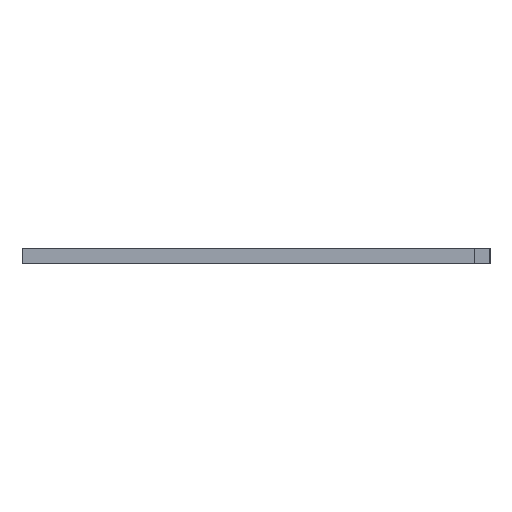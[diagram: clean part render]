
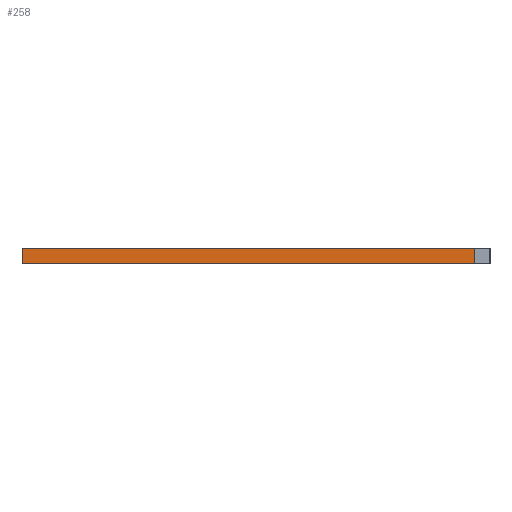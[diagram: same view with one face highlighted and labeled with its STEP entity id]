
A CAD part, left-side view. The second image highlights one B-rep face of the part: STEP entity #258.
In plain terms, the highlighted planar face has unit normal (-1, 0, 0).
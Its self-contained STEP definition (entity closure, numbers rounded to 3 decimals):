
#1 = ORIENTED_EDGE ( 'NONE', *, *, #253, .T. ) ;
#19 = VERTEX_POINT ( 'NONE', #22 ) ;
#22 = CARTESIAN_POINT ( 'NONE',  ( -296.012, -5.075, 5. ) ) ;
#46 = DIRECTION ( 'NONE',  ( 0., 0., -1. ) ) ;
#64 = LINE ( 'NONE', #893, #1177 ) ;
#68 = VECTOR ( 'NONE', #1069, 1000. ) ;
#169 = VERTEX_POINT ( 'NONE', #894 ) ;
#189 = VECTOR ( 'NONE', #998, 1000. ) ;
#235 = LINE ( 'NONE', #705, #68 ) ;
#240 = FACE_OUTER_BOUND ( 'NONE', #1065, .T. ) ;
#253 = EDGE_CURVE ( 'NONE', #634, #169, #235, .T. ) ;
#258 = ADVANCED_FACE ( 'NONE', ( #240 ), #1014, .F. ) ;
#385 = EDGE_CURVE ( 'NONE', #19, #634, #559, .T. ) ;
#424 = ORIENTED_EDGE ( 'NONE', *, *, #651, .F. ) ;
#454 = DIRECTION ( 'NONE',  ( 0., 0., -1. ) ) ;
#467 = DIRECTION ( 'NONE',  ( 1., 0., 0. ) ) ;
#559 = LINE ( 'NONE', #1183, #1061 ) ;
#562 = EDGE_CURVE ( 'NONE', #19, #756, #595, .T. ) ;
#595 = LINE ( 'NONE', #1159, #189 ) ;
#613 = CARTESIAN_POINT ( 'NONE',  ( -296.012, -5.075, 0. ) ) ;
#634 = VERTEX_POINT ( 'NONE', #613 ) ;
#650 = CARTESIAN_POINT ( 'NONE',  ( -296.012, -5.075, 5. ) ) ;
#651 = EDGE_CURVE ( 'NONE', #756, #169, #64, .T. ) ;
#705 = CARTESIAN_POINT ( 'NONE',  ( -296.012, -5.075, 0. ) ) ;
#748 = AXIS2_PLACEMENT_3D ( 'NONE', #650, #467, #454 ) ;
#756 = VERTEX_POINT ( 'NONE', #1102 ) ;
#893 = CARTESIAN_POINT ( 'NONE',  ( -296.012, -155.075, 5. ) ) ;
#894 = CARTESIAN_POINT ( 'NONE',  ( -296.012, -155.075, 0. ) ) ;
#998 = DIRECTION ( 'NONE',  ( 0., -1., 0. ) ) ;
#1001 = ORIENTED_EDGE ( 'NONE', *, *, #385, .T. ) ;
#1014 = PLANE ( 'NONE',  #748 ) ;
#1019 = DIRECTION ( 'NONE',  ( 0., 0., -1. ) ) ;
#1053 = ORIENTED_EDGE ( 'NONE', *, *, #562, .F. ) ;
#1061 = VECTOR ( 'NONE', #1019, 1000. ) ;
#1065 = EDGE_LOOP ( 'NONE', ( #1, #424, #1053, #1001 ) ) ;
#1069 = DIRECTION ( 'NONE',  ( 0., -1., 0. ) ) ;
#1102 = CARTESIAN_POINT ( 'NONE',  ( -296.012, -155.075, 5. ) ) ;
#1159 = CARTESIAN_POINT ( 'NONE',  ( -296.012, -5.075, 5. ) ) ;
#1177 = VECTOR ( 'NONE', #46, 1000. ) ;
#1183 = CARTESIAN_POINT ( 'NONE',  ( -296.012, -5.075, 5. ) ) ;
